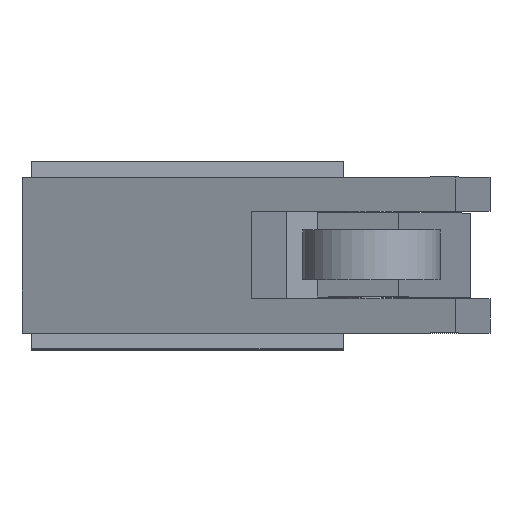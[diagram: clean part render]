
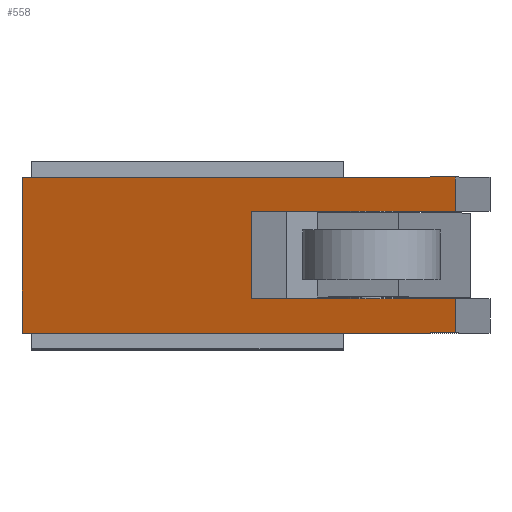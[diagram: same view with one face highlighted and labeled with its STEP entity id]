
A CAD part, top view. The second image highlights one B-rep face of the part: STEP entity #558.
In plain terms, the highlighted planar face has unit normal (-0.358, 0, 0.934).
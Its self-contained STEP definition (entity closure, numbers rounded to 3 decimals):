
#413=CARTESIAN_POINT('',(42.955,7.,91.26));
#414=VERTEX_POINT('',#413);
#423=CARTESIAN_POINT('',(10.28,7.,78.717));
#424=VERTEX_POINT('',#423);
#425=CARTESIAN_POINT('',(10.28,7.,78.717));
#426=DIRECTION('',(0.934,0.0,0.358));
#427=VECTOR('',#426,35.);
#428=LINE('',#425,#427);
#429=EDGE_CURVE('',#424,#414,#428,.T.);
#462=CARTESIAN_POINT('',(10.28,-7.,78.717));
#463=VERTEX_POINT('',#462);
#464=CARTESIAN_POINT('',(10.28,-7.,78.717));
#465=DIRECTION('',(0.0,1.0,0.0));
#466=VECTOR('',#465,14.);
#467=LINE('',#464,#466);
#468=EDGE_CURVE('',#463,#424,#467,.T.);
#486=CARTESIAN_POINT('',(42.955,-7.,91.26));
#487=VERTEX_POINT('',#486);
#501=CARTESIAN_POINT('',(42.955,-7.,91.26));
#502=DIRECTION('',(-0.934,0.,-0.358));
#503=VECTOR('',#502,35.);
#504=LINE('',#501,#503);
#505=EDGE_CURVE('',#487,#463,#504,.T.);
#510=CARTESIAN_POINT('',(42.955,0.0,91.26));
#511=DIRECTION('',(-0.358,0.0,0.934));
#512=DIRECTION('',(0.934,0.0,0.358));
#513=AXIS2_PLACEMENT_3D('',#510,#511,#512);
#514=PLANE('',#513);
#515=ORIENTED_EDGE('',*,*,#505,.T.);
#516=ORIENTED_EDGE('',*,*,#468,.T.);
#517=ORIENTED_EDGE('',*,*,#429,.T.);
#518=CARTESIAN_POINT('',(42.955,12.5,91.26));
#519=VERTEX_POINT('',#518);
#520=CARTESIAN_POINT('',(42.955,12.5,91.26));
#521=DIRECTION('',(0.0,-1.0,0.0));
#522=VECTOR('',#521,5.5);
#523=LINE('',#520,#522);
#524=EDGE_CURVE('',#519,#414,#523,.T.);
#525=ORIENTED_EDGE('',*,*,#524,.F.);
#526=CARTESIAN_POINT('',(-26.49,12.5,64.603));
#527=VERTEX_POINT('',#526);
#528=CARTESIAN_POINT('',(42.955,12.5,91.26));
#529=DIRECTION('',(-0.934,0.0,-0.358));
#530=VECTOR('',#529,74.386);
#531=LINE('',#528,#530);
#532=EDGE_CURVE('',#519,#527,#531,.T.);
#533=ORIENTED_EDGE('',*,*,#532,.T.);
#534=CARTESIAN_POINT('',(-26.49,-12.5,64.603));
#535=VERTEX_POINT('',#534);
#536=CARTESIAN_POINT('',(-26.49,12.5,64.603));
#537=DIRECTION('',(0.0,-1.0,0.0));
#538=VECTOR('',#537,25.0);
#539=LINE('',#536,#538);
#540=EDGE_CURVE('',#527,#535,#539,.T.);
#541=ORIENTED_EDGE('',*,*,#540,.T.);
#542=CARTESIAN_POINT('',(42.955,-12.5,91.26));
#543=VERTEX_POINT('',#542);
#544=CARTESIAN_POINT('',(-26.49,-12.5,64.603));
#545=DIRECTION('',(0.934,0.0,0.358));
#546=VECTOR('',#545,74.386);
#547=LINE('',#544,#546);
#548=EDGE_CURVE('',#535,#543,#547,.T.);
#549=ORIENTED_EDGE('',*,*,#548,.T.);
#550=CARTESIAN_POINT('',(42.955,-7.,91.26));
#551=DIRECTION('',(0.0,-1.0,0.0));
#552=VECTOR('',#551,5.5);
#553=LINE('',#550,#552);
#554=EDGE_CURVE('',#487,#543,#553,.T.);
#555=ORIENTED_EDGE('',*,*,#554,.F.);
#556=EDGE_LOOP('',(#515,#516,#517,#525,#533,#541,#549,#555));
#557=FACE_OUTER_BOUND('',#556,.T.);
#558=ADVANCED_FACE('',(#557),#514,.T.);
